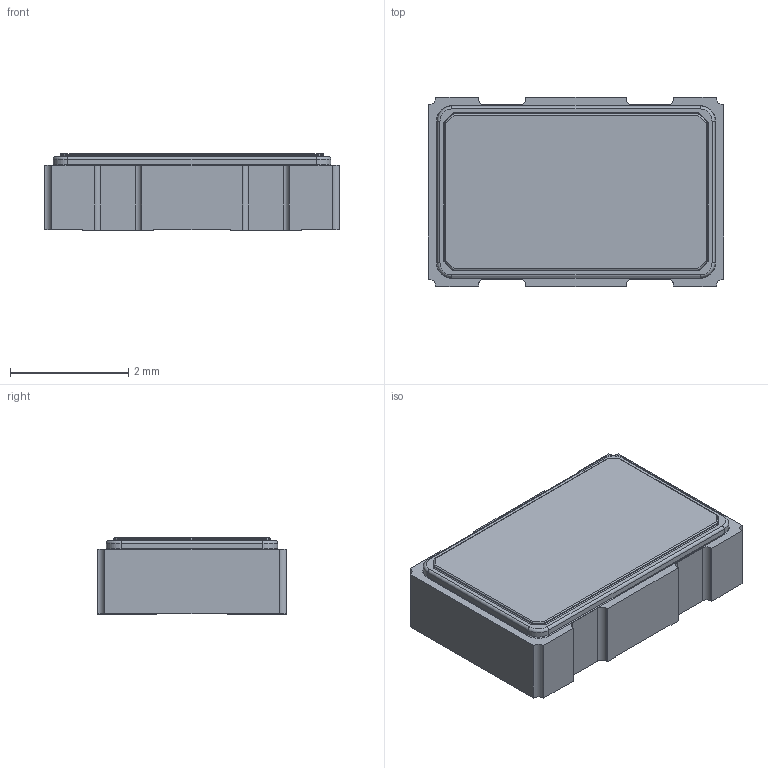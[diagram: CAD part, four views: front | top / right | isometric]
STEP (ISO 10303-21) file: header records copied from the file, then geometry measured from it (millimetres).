
FILE_DESCRIPTION(('CAx-IF Rec.Pracs.---Model Styling and Organization---1.5---2016-08-15','CAx-IF Rec.Pracs.---Geometric and Assembly Validation Properties---4.4---2016-08-17','CAx-IF Rec.Pracs.---User Defined Attributes---1.5---2016-08-15','CAx-IF Rec.Pracs.---External References---2.1---2005-01-19'),'2;1');
FILE_NAME('629834.step','2024-05-17T11:30:00',('Unspecified'),('Unspecified'),'CAD Exchanger 3.10.2 (cadexchanger.com)','Unspecified','');
FILE_SCHEMA(('AUTOMOTIVE_DESIGN { 1 0 10303 214 1 1 1 1 }'));
Length unit declared in the file: millimetre
Products named in the file (1): ASFL1-4.000MHZ-L-T
Bounding box: 5 x 3.2 x 1.3 mm (x, y, z)
Volume: 19.6 mm3; surface area: 52 mm2
Topology: 1 solids, 1 shells, 113 faces, 299 edges, 174 vertices
Faces by surface type: plane 53, cylinder 40, torus 20
Entity records: 4196 total; most frequent: DIRECTION 583, ORIENTED_EDGE 566, CARTESIAN_POINT 559, EDGE_CURVE 283, AXIS2_PLACEMENT_3D 198, LINE 187, VECTOR 187, VERTEX_POINT 174
